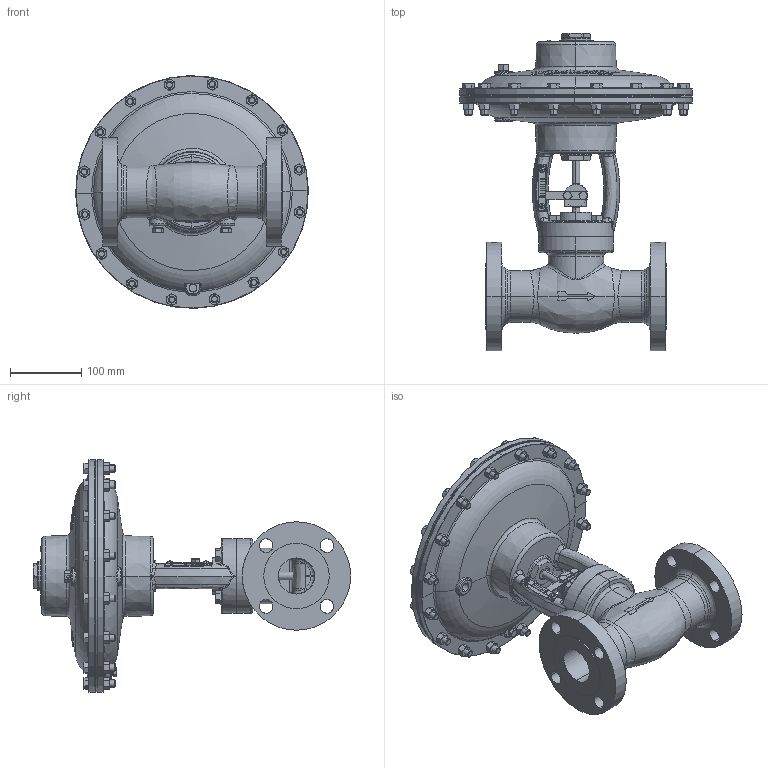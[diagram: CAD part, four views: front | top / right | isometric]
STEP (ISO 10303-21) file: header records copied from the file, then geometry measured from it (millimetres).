
FILE_DESCRIPTION (( 'STEP AP203' ), '1' );
FILE_NAME ('2 INCH HPMV 150RF FMT (EHY).STEP', '2014-05-02T16:32:49', ( 'PCTech' ), ( 'Microsoft' ), 'SwSTEP 2.0', 'SolidWorks 2014', '' );
FILE_SCHEMA (( 'CONFIG_CONTROL_DESIGN' ));
Length unit declared in the file: inch
Products named in the file (1): 2 INCH HPMV 150RF FMT (EHY)
Bounding box: 327.01 x 446.14 x 327.01 mm (x, y, z)
Volume: 6182637.7 mm3; surface area: 921737.9 mm2
Topology: 65 solids, 65 shells, 3270 faces, 8030 edges, 5056 vertices
Faces by surface type: plane 1440, bspline 604, cone 576, cylinder 429, torus 176, sphere 45
Entity records: 153089 total; most frequent: CARTESIAN_POINT 81964, ORIENTED_EDGE 16008, DIRECTION 12648, EDGE_CURVE 8004, VERTEX_POINT 5053, AXIS2_PLACEMENT_3D 4717, EDGE_LOOP 3483, ADVANCED_FACE 3270
